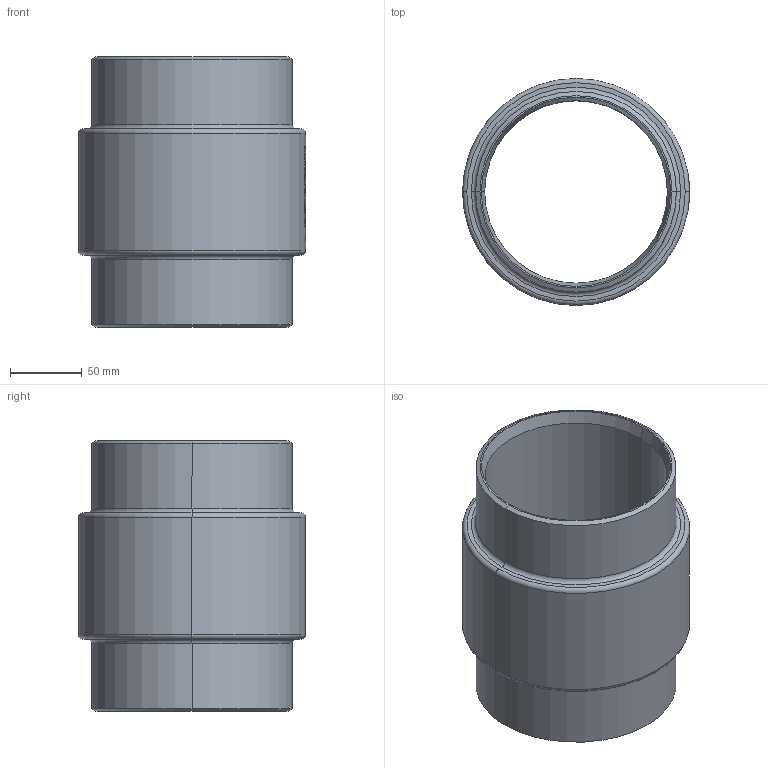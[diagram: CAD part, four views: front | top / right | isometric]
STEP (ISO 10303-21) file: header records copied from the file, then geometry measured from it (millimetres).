
FILE_DESCRIPTION (( 'STEP AP214' ), '1' );
FILE_NAME ('7110000_DN125_ PN10_51420121.STEP', '2022-03-09T08:19:26', ( 'axxx' ), ( 'Hewlett-Packard Company' ), 'SwSTEP 2.0', 'SolidWorks 2019', '' );
FILE_SCHEMA (( 'AUTOMOTIVE_DESIGN' ));
Length unit declared in the file: millimetre
Products named in the file (1): 7110000_DN125_ PN10_51420121
Bounding box: 158 x 158 x 188 mm (x, y, z)
Volume: 861507.4 mm3; surface area: 175385.1 mm2
Topology: 1 solids, 1 shells, 497 faces, 1334 edges, 884 vertices
Faces by surface type: plane 256, bspline 190, cylinder 35, torus 8, cone 8
Entity records: 26545 total; most frequent: CARTESIAN_POINT 15456, ORIENTED_EDGE 2668, DIRECTION 1615, EDGE_CURVE 1334, VERTEX_POINT 884, VECTOR 753, LINE 753, EDGE_LOOP 544
